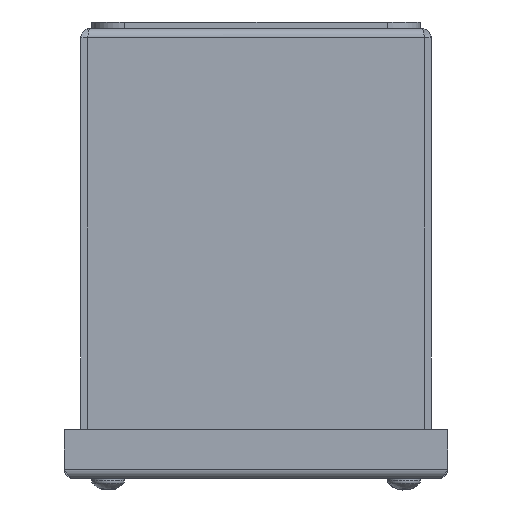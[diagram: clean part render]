
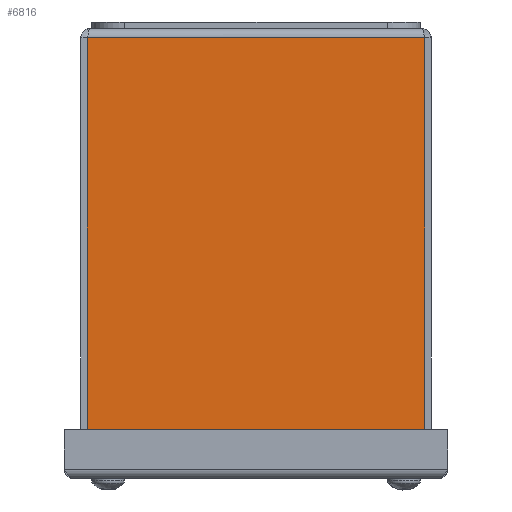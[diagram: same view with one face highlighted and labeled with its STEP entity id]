
A CAD part, front view. The second image highlights one B-rep face of the part: STEP entity #6816.
In plain terms, the highlighted planar face has unit normal (0, -1, 0).
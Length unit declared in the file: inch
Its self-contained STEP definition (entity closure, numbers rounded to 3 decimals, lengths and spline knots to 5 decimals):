
#901=FACE_OUTER_BOUND('',#1328,.T.);
#1328=EDGE_LOOP('',(#5430,#5431,#5432,#5433));
#1923=LINE('',#11403,#2534);
#1933=LINE('',#11428,#2544);
#1934=LINE('',#11430,#2545);
#1935=LINE('',#11431,#2546);
#2534=VECTOR('',#8689,3.85059);
#2544=VECTOR('',#8721,4.5995);
#2545=VECTOR('',#8722,3.85059);
#2546=VECTOR('',#8723,4.5995);
#3123=VERTEX_POINT('',#11400);
#3124=VERTEX_POINT('',#11402);
#3128=VERTEX_POINT('',#11427);
#3129=VERTEX_POINT('',#11429);
#3918=EDGE_CURVE('',#3124,#3123,#1923,.T.);
#3931=EDGE_CURVE('',#3128,#3123,#1933,.T.);
#3932=EDGE_CURVE('',#3128,#3129,#1934,.T.);
#3933=EDGE_CURVE('',#3124,#3129,#1935,.T.);
#5430=ORIENTED_EDGE('',*,*,#3918,.T.);
#5431=ORIENTED_EDGE('',*,*,#3931,.F.);
#5432=ORIENTED_EDGE('',*,*,#3932,.T.);
#5433=ORIENTED_EDGE('',*,*,#3933,.F.);
#6242=PLANE('',#7324);
#6816=ADVANCED_FACE('',(#901),#6242,.F.);
#7324=AXIS2_PLACEMENT_3D('',#11426,#8719,#8720);
#8689=DIRECTION('',(-1.,0.,0.));
#8719=DIRECTION('center_axis',(0.,1.,0.));
#8720=DIRECTION('ref_axis',(1.,0.,0.));
#8721=DIRECTION('',(0.,0.,1.));
#8722=DIRECTION('',(1.,0.,0.));
#8723=DIRECTION('',(0.,0.,-1.));
#11400=CARTESIAN_POINT('',(0.07471,0.,4.70475));
#11402=CARTESIAN_POINT('',(3.92529,0.,4.70475));
#11403=CARTESIAN_POINT('',(2.96265,0.,4.70475));
#11426=CARTESIAN_POINT('Origin',(2.,0.,2.37772));
#11427=CARTESIAN_POINT('',(0.07471,0.,0.10525));
#11428=CARTESIAN_POINT('',(0.07471,0.,0.10525));
#11429=CARTESIAN_POINT('',(3.92529,0.,0.10525));
#11430=CARTESIAN_POINT('',(2.,0.,0.10525));
#11431=CARTESIAN_POINT('',(3.92529,0.,0.10525));
